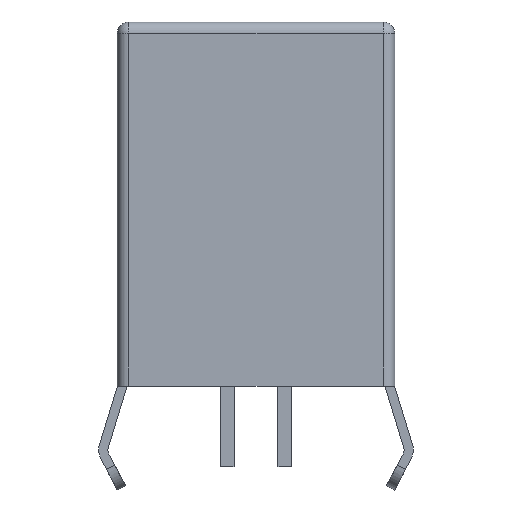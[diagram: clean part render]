
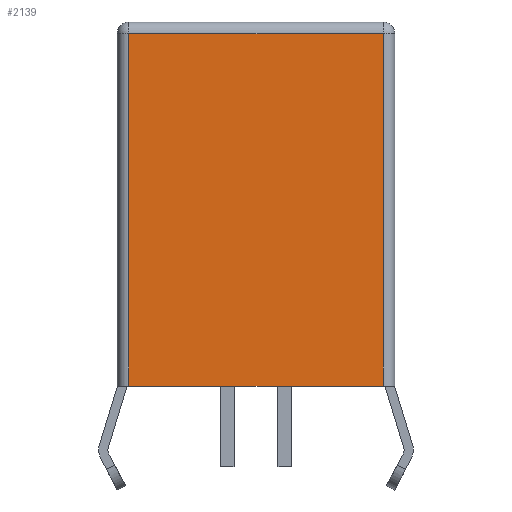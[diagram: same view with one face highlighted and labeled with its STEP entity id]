
A CAD part, front view. The second image highlights one B-rep face of the part: STEP entity #2139.
In plain terms, the highlighted planar face has unit normal (0, -1, 0).
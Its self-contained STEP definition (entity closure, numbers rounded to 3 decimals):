
#54=DIRECTION('',(1.,0.,0.));
#55=VECTOR('',#54,11.);
#56=CARTESIAN_POINT('',(80.271,43.897,-6.87));
#57=LINE('',#56,#55);
#273=DIRECTION('',(0.,0.,1.));
#274=VECTOR('',#273,15.25);
#275=CARTESIAN_POINT('',(91.271,43.897,-6.87));
#276=LINE('',#275,#274);
#307=DIRECTION('',(-1.,0.,0.));
#308=VECTOR('',#307,11.);
#309=CARTESIAN_POINT('',(91.271,43.897,8.38));
#310=LINE('',#309,#308);
#315=DIRECTION('',(0.,0.,-1.));
#316=VECTOR('',#315,15.25);
#317=CARTESIAN_POINT('',(80.271,43.897,8.38));
#318=LINE('',#317,#316);
#1535=CARTESIAN_POINT('',(80.271,43.897,8.38));
#1536=VERTEX_POINT('',#1535);
#1537=CARTESIAN_POINT('',(80.271,43.897,-6.87));
#1538=VERTEX_POINT('',#1537);
#1543=CARTESIAN_POINT('',(91.271,43.897,8.38));
#1544=VERTEX_POINT('',#1543);
#1545=CARTESIAN_POINT('',(91.271,43.897,-6.87));
#1546=VERTEX_POINT('',#1545);
#2127=CARTESIAN_POINT('',(91.271,43.897,-6.87));
#2128=DIRECTION('',(0.,-1.,0.));
#2129=DIRECTION('',(0.,0.,-1.));
#2130=AXIS2_PLACEMENT_3D('',#2127,#2128,#2129);
#2131=PLANE('',#2130);
#2132=ORIENTED_EDGE('',*,*,#2115,.F.);
#2133=ORIENTED_EDGE('',*,*,#2086,.F.);
#2134=ORIENTED_EDGE('',*,*,#1786,.F.);
#2136=ORIENTED_EDGE('',*,*,#2135,.F.);
#2137=EDGE_LOOP('',(#2132,#2133,#2134,#2136));
#2138=FACE_OUTER_BOUND('',#2137,.F.);
#2139=ADVANCED_FACE('',(#2138),#2131,.T.);
#1786=EDGE_CURVE('',#1538,#1546,#57,.T.);
#2086=EDGE_CURVE('',#1546,#1544,#276,.T.);
#2115=EDGE_CURVE('',#1544,#1536,#310,.T.);
#2135=EDGE_CURVE('',#1536,#1538,#318,.T.);
